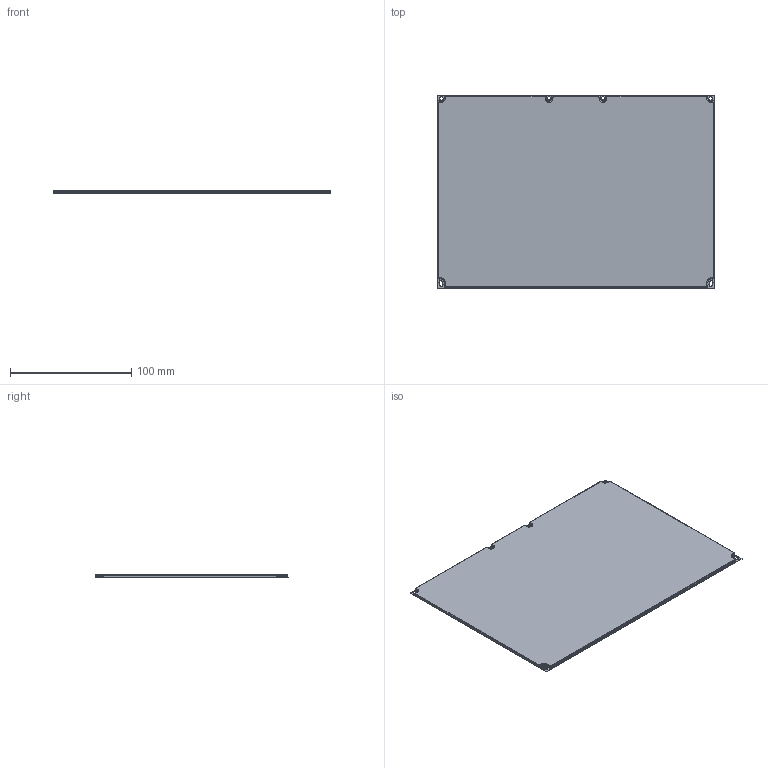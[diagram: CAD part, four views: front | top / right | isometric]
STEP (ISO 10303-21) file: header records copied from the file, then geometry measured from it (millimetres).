
FILE_DESCRIPTION((''),'2;1');
FILE_NAME('226203045900VM-','2014-09-19T',('Rfroetsch'),(''),'PRO/ENGINEER BY PARAMETRIC TECHNOLOGY CORPORATION, 2010160','PRO/ENGINEER BY PARAMETRIC TECHNOLOGY CORPORATION, 2010160','');
FILE_SCHEMA(('AUTOMOTIVE_DESIGN { 1 0 10303 214 1 1 1 1 }'));
Length unit declared in the file: millimetre
Products named in the file (1): 226203045900VM-
Bounding box: 228.35 x 159.1 x 2.3 mm (x, y, z)
Volume: 11288.9 mm3; surface area: 75510.2 mm2
Topology: 1 solids, 1 shells, 201 faces, 486 edges, 288 vertices
Faces by surface type: cylinder 94, torus 72, plane 35
Entity records: 6130 total; most frequent: CARTESIAN_POINT 1166, DIRECTION 1144, ORIENTED_EDGE 972, EDGE_CURVE 486, AXIS2_PLACEMENT_3D 477, VERTEX_POINT 288, CIRCLE 276, EDGE_LOOP 214
